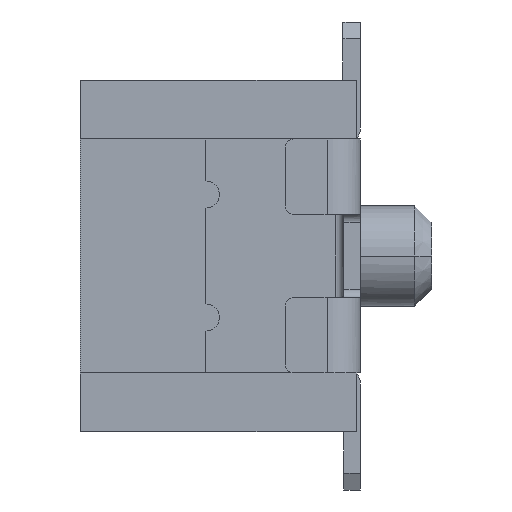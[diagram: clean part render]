
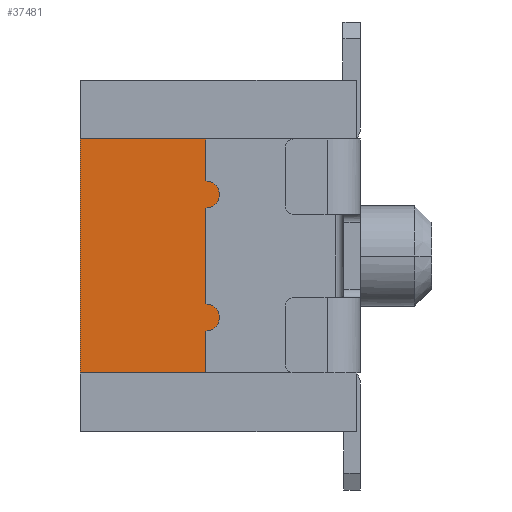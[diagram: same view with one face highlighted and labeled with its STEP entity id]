
A CAD part, left-side view. The second image highlights one B-rep face of the part: STEP entity #37481.
In plain terms, the highlighted planar face has unit normal (-1, 0, 0).
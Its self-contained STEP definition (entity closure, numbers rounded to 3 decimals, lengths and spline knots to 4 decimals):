
#1649=DIRECTION('',(0.,0.,1.));
#1650=VECTOR('',#1649,2.8);
#1651=CARTESIAN_POINT('',(-14.15,3.3,-1.4));
#1652=LINE('',#1651,#1650);
#4231=DIRECTION('',(0.,0.,1.));
#4232=VECTOR('',#4231,0.5021);
#4233=CARTESIAN_POINT('',(-14.15,1.8,0.8979));
#4234=LINE('',#4233,#4232);
#4235=CARTESIAN_POINT('',(-14.15,1.8,0.7356));
#4236=DIRECTION('',(-1.,0.,0.));
#4237=DIRECTION('',(0.,0.,-1.));
#4238=AXIS2_PLACEMENT_3D('',#4235,#4236,#4237);
#4240=DIRECTION('',(0.,0.,1.));
#4241=VECTOR('',#4240,1.1466);
#4242=CARTESIAN_POINT('',(-14.15,1.8,-0.5733));
#4243=LINE('',#4242,#4241);
#4244=CARTESIAN_POINT('',(-14.15,1.8,-0.7356));
#4245=DIRECTION('',(-1.,0.,0.));
#4246=DIRECTION('',(0.,0.,-1.));
#4247=AXIS2_PLACEMENT_3D('',#4244,#4245,#4246);
#4249=DIRECTION('',(0.,0.,1.));
#4250=VECTOR('',#4249,0.5021);
#4251=CARTESIAN_POINT('',(-14.15,1.8,-1.4));
#4252=LINE('',#4251,#4250);
#4253=DIRECTION('',(0.,-1.,0.));
#4254=VECTOR('',#4253,1.5);
#4255=CARTESIAN_POINT('',(-14.15,3.3,-1.4));
#4256=LINE('',#4255,#4254);
#4257=DIRECTION('',(0.,1.,0.));
#4258=VECTOR('',#4257,1.5);
#4259=CARTESIAN_POINT('',(-14.15,1.8,1.4));
#4260=LINE('',#4259,#4258);
#26208=CARTESIAN_POINT('',(-14.15,3.3,-1.4));
#26209=CARTESIAN_POINT('',(-14.15,3.3,1.4));
#26210=VERTEX_POINT('',#26208);
#26211=VERTEX_POINT('',#26209);
#26276=CARTESIAN_POINT('',(-14.15,1.8,-1.4));
#26277=VERTEX_POINT('',#26276);
#26630=CARTESIAN_POINT('',(-14.15,1.8,1.4));
#26631=VERTEX_POINT('',#26630);
#26634=CARTESIAN_POINT('',(-14.15,1.8,-0.5733));
#26636=VERTEX_POINT('',#26634);
#26638=CARTESIAN_POINT('',(-14.15,1.8,-0.8979));
#26640=VERTEX_POINT('',#26638);
#26642=CARTESIAN_POINT('',(-14.15,1.8,0.8979));
#26644=VERTEX_POINT('',#26642);
#26646=CARTESIAN_POINT('',(-14.15,1.8,0.5733));
#26648=VERTEX_POINT('',#26646);
#37460=CARTESIAN_POINT('',(-14.15,0.,0.));
#37461=DIRECTION('',(-1.,0.,0.));
#37462=DIRECTION('',(0.,0.,1.));
#37463=AXIS2_PLACEMENT_3D('',#37460,#37461,#37462);
#37464=PLANE('',#37463);
#37466=ORIENTED_EDGE('',*,*,#37465,.F.);
#37468=ORIENTED_EDGE('',*,*,#37467,.F.);
#37470=ORIENTED_EDGE('',*,*,#37469,.F.);
#37472=ORIENTED_EDGE('',*,*,#37471,.F.);
#37474=ORIENTED_EDGE('',*,*,#37473,.F.);
#37476=ORIENTED_EDGE('',*,*,#37475,.F.);
#37477=ORIENTED_EDGE('',*,*,#33581,.T.);
#37478=ORIENTED_EDGE('',*,*,#37423,.F.);
#37479=EDGE_LOOP('',(#37466,#37468,#37470,#37472,#37474,#37476,#37477,#37478));
#37480=FACE_OUTER_BOUND('',#37479,.F.);
#4239=CIRCLE('',#4238,0.1623);
#4248=CIRCLE('',#4247,0.1623);
#33581=EDGE_CURVE('',#26210,#26211,#1652,.T.);
#37423=EDGE_CURVE('',#26631,#26211,#4260,.T.);
#37465=EDGE_CURVE('',#26644,#26631,#4234,.T.);
#37467=EDGE_CURVE('',#26648,#26644,#4239,.T.);
#37469=EDGE_CURVE('',#26636,#26648,#4243,.T.);
#37471=EDGE_CURVE('',#26640,#26636,#4248,.T.);
#37473=EDGE_CURVE('',#26277,#26640,#4252,.T.);
#37475=EDGE_CURVE('',#26210,#26277,#4256,.T.);
#37481=ADVANCED_FACE('',(#37480),#37464,.T.);
